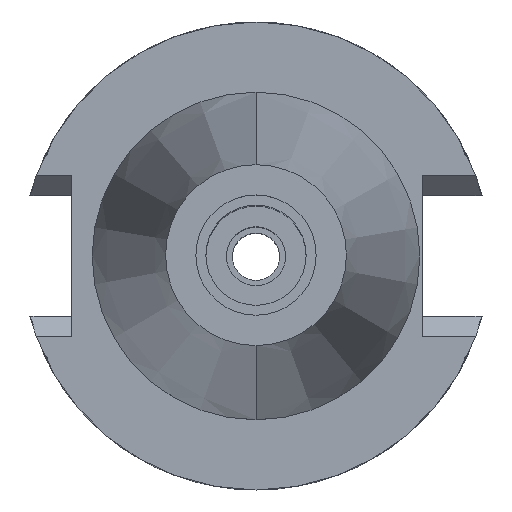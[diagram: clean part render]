
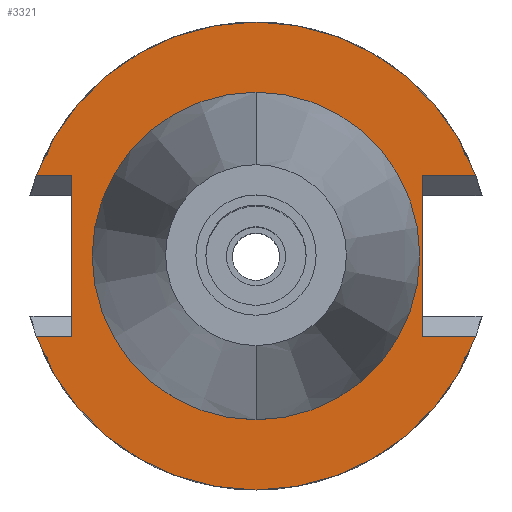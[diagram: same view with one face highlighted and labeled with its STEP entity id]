
A CAD part, top view. The second image highlights one B-rep face of the part: STEP entity #3321.
In plain terms, the highlighted planar face has unit normal (0, 0, 1).
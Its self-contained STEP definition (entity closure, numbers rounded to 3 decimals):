
#52 = CARTESIAN_POINT ( 'NONE',  ( 22.57, 10.89, -1. ) ) ;
#76 = EDGE_CURVE ( 'NONE', #315, #2816, #2622, .T. ) ;
#86 = ORIENTED_EDGE ( 'NONE', *, *, #76, .F. ) ;
#90 = CARTESIAN_POINT ( 'NONE',  ( 22.57, 10.89, -1. ) ) ;
#130 = EDGE_CURVE ( 'NONE', #2532, #1147, #2160, .T. ) ;
#138 = CARTESIAN_POINT ( 'NONE',  ( -29.824, 10.89, -1. ) ) ;
#239 = FACE_BOUND ( 'NONE', #1773, .T. ) ;
#246 = DIRECTION ( 'NONE',  ( 0., -1., 0. ) ) ;
#315 = VERTEX_POINT ( 'NONE', #138 ) ;
#371 = DIRECTION ( 'NONE',  ( 0., 0., 1. ) ) ;
#397 = ORIENTED_EDGE ( 'NONE', *, *, #1670, .F. ) ;
#414 = DIRECTION ( 'NONE',  ( 0., 0., 1. ) ) ;
#478 = PLANE ( 'NONE',  #3070 ) ;
#480 = CARTESIAN_POINT ( 'NONE',  ( -24.98, 10.89, -1. ) ) ;
#512 = AXIS2_PLACEMENT_3D ( 'NONE', #3023, #414, #1494 ) ;
#525 = CARTESIAN_POINT ( 'NONE',  ( 22.57, 10.89, -1. ) ) ;
#547 = CARTESIAN_POINT ( 'NONE',  ( 0., 0., -1. ) ) ;
#581 = EDGE_CURVE ( 'NONE', #2560, #315, #2037, .T. ) ;
#596 = EDGE_CURVE ( 'NONE', #721, #2816, #1270, .T. ) ;
#620 = ORIENTED_EDGE ( 'NONE', *, *, #1307, .F. ) ;
#621 = DIRECTION ( 'NONE',  ( 1., 0., 0. ) ) ;
#664 = ORIENTED_EDGE ( 'NONE', *, *, #596, .T. ) ;
#680 = CARTESIAN_POINT ( 'NONE',  ( 0., 0., -1. ) ) ;
#721 = VERTEX_POINT ( 'NONE', #52 ) ;
#727 = CIRCLE ( 'NONE', #2740, 31.75 ) ;
#757 = VERTEX_POINT ( 'NONE', #2956 ) ;
#823 = VECTOR ( 'NONE', #621, 1000. ) ;
#844 = EDGE_LOOP ( 'NONE', ( #664, #86, #3235, #2235, #3232, #3077, #1183, #397 ) ) ;
#877 = VECTOR ( 'NONE', #1507, 1000. ) ;
#880 = VERTEX_POINT ( 'NONE', #1415 ) ;
#1007 = VERTEX_POINT ( 'NONE', #2801 ) ;
#1043 = DIRECTION ( 'NONE',  ( -1., 0., 0. ) ) ;
#1080 = CARTESIAN_POINT ( 'NONE',  ( 0., 0., -1. ) ) ;
#1104 = EDGE_CURVE ( 'NONE', #3292, #757, #1244, .T. ) ;
#1147 = VERTEX_POINT ( 'NONE', #2921 ) ;
#1183 = ORIENTED_EDGE ( 'NONE', *, *, #130, .F. ) ;
#1223 = CARTESIAN_POINT ( 'NONE',  ( 0., 0., -1. ) ) ;
#1244 = LINE ( 'NONE', #3303, #877 ) ;
#1270 = LINE ( 'NONE', #90, #823 ) ;
#1307 = EDGE_CURVE ( 'NONE', #880, #1007, #3111, .T. ) ;
#1415 = CARTESIAN_POINT ( 'NONE',  ( 0., 22.225, -1. ) ) ;
#1494 = DIRECTION ( 'NONE',  ( 0., -1., 0. ) ) ;
#1507 = DIRECTION ( 'NONE',  ( -1., 0., 0. ) ) ;
#1522 = DIRECTION ( 'NONE',  ( 0., 0., -1. ) ) ;
#1541 = CARTESIAN_POINT ( 'NONE',  ( -24.98, -10.89, -1. ) ) ;
#1543 = VECTOR ( 'NONE', #3368, 1000. ) ;
#1560 = FACE_OUTER_BOUND ( 'NONE', #844, .T. ) ;
#1598 = VECTOR ( 'NONE', #2899, 1000. ) ;
#1670 = EDGE_CURVE ( 'NONE', #721, #2532, #2330, .T. ) ;
#1681 = EDGE_CURVE ( 'NONE', #2560, #3292, #2078, .T. ) ;
#1716 = DIRECTION ( 'NONE',  ( 0., 0., -1. ) ) ;
#1773 = EDGE_LOOP ( 'NONE', ( #620, #2783 ) ) ;
#2021 = VECTOR ( 'NONE', #3194, 1000. ) ;
#2037 = LINE ( 'NONE', #480, #2567 ) ;
#2078 = LINE ( 'NONE', #3114, #1598 ) ;
#2125 = DIRECTION ( 'NONE',  ( 0., 0., -1. ) ) ;
#2160 = LINE ( 'NONE', #3178, #2021 ) ;
#2235 = ORIENTED_EDGE ( 'NONE', *, *, #1681, .T. ) ;
#2242 = AXIS2_PLACEMENT_3D ( 'NONE', #680, #371, #2449 ) ;
#2252 = CIRCLE ( 'NONE', #512, 22.225 ) ;
#2330 = LINE ( 'NONE', #525, #1543 ) ;
#2390 = EDGE_CURVE ( 'NONE', #1147, #757, #727, .T. ) ;
#2449 = DIRECTION ( 'NONE',  ( 0., 1., 0. ) ) ;
#2532 = VERTEX_POINT ( 'NONE', #2976 ) ;
#2560 = VERTEX_POINT ( 'NONE', #2786 ) ;
#2567 = VECTOR ( 'NONE', #1043, 1000. ) ;
#2622 = CIRCLE ( 'NONE', #2781, 31.75 ) ;
#2644 = EDGE_CURVE ( 'NONE', #1007, #880, #2252, .T. ) ;
#2740 = AXIS2_PLACEMENT_3D ( 'NONE', #1080, #2125, #246 ) ;
#2758 = DIRECTION ( 'NONE',  ( 0., 1., 0. ) ) ;
#2781 = AXIS2_PLACEMENT_3D ( 'NONE', #1223, #1716, #2758 ) ;
#2783 = ORIENTED_EDGE ( 'NONE', *, *, #2644, .F. ) ;
#2786 = CARTESIAN_POINT ( 'NONE',  ( -24.98, 10.89, -1. ) ) ;
#2801 = CARTESIAN_POINT ( 'NONE',  ( 0., -22.225, -1. ) ) ;
#2816 = VERTEX_POINT ( 'NONE', #2875 ) ;
#2871 = DIRECTION ( 'NONE',  ( 0., -1., 0. ) ) ;
#2875 = CARTESIAN_POINT ( 'NONE',  ( 29.824, 10.89, -1. ) ) ;
#2899 = DIRECTION ( 'NONE',  ( 0., -1., 0. ) ) ;
#2921 = CARTESIAN_POINT ( 'NONE',  ( 29.824, -10.89, -1. ) ) ;
#2956 = CARTESIAN_POINT ( 'NONE',  ( -29.824, -10.89, -1. ) ) ;
#2976 = CARTESIAN_POINT ( 'NONE',  ( 22.57, -10.89, -1. ) ) ;
#3023 = CARTESIAN_POINT ( 'NONE',  ( 0., 0., -1. ) ) ;
#3070 = AXIS2_PLACEMENT_3D ( 'NONE', #547, #1522, #2871 ) ;
#3077 = ORIENTED_EDGE ( 'NONE', *, *, #2390, .F. ) ;
#3111 = CIRCLE ( 'NONE', #2242, 22.225 ) ;
#3114 = CARTESIAN_POINT ( 'NONE',  ( -24.98, 10.89, -1. ) ) ;
#3178 = CARTESIAN_POINT ( 'NONE',  ( 22.57, -10.89, -1. ) ) ;
#3194 = DIRECTION ( 'NONE',  ( 1., 0., 0. ) ) ;
#3232 = ORIENTED_EDGE ( 'NONE', *, *, #1104, .T. ) ;
#3235 = ORIENTED_EDGE ( 'NONE', *, *, #581, .F. ) ;
#3292 = VERTEX_POINT ( 'NONE', #1541 ) ;
#3303 = CARTESIAN_POINT ( 'NONE',  ( -24.98, -10.89, -1. ) ) ;
#3321 = ADVANCED_FACE ( 'NONE', ( #1560, #239 ), #478, .F. ) ;
#3368 = DIRECTION ( 'NONE',  ( 0., -1., 0. ) ) ;
